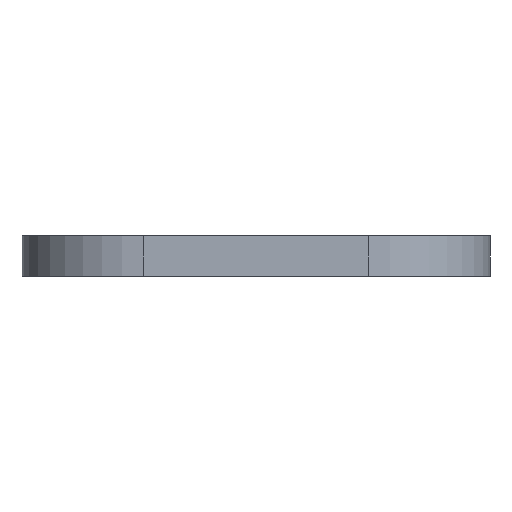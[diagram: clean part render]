
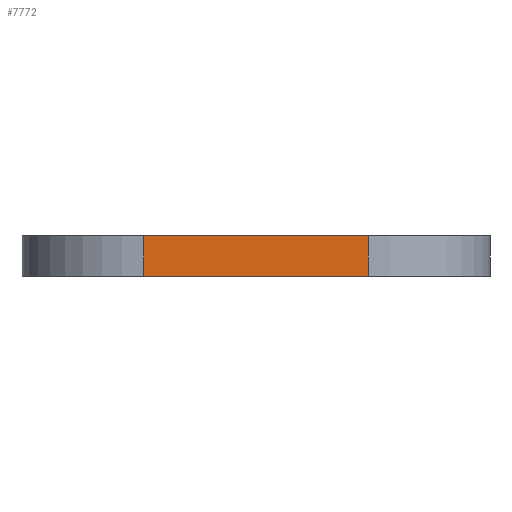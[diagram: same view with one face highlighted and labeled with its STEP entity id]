
A CAD part, left-side view. The second image highlights one B-rep face of the part: STEP entity #7772.
In plain terms, the highlighted planar face has unit normal (-1, 0, 0).
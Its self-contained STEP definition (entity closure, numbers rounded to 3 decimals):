
#933=FACE_OUTER_BOUND('',#1420,.T.);
#1420=EDGE_LOOP('',(#6241,#6242,#6243,#6244));
#1920=LINE('',#12370,#2631);
#2133=LINE('',#13068,#2844);
#2135=LINE('',#13076,#2846);
#2136=LINE('',#13078,#2847);
#2631=VECTOR('',#9605,10.);
#2844=VECTOR('',#10280,10.);
#2846=VECTOR('',#10290,10.);
#2847=VECTOR('',#10293,10.);
#3428=VERTEX_POINT('',#12367);
#3429=VERTEX_POINT('',#12369);
#3682=VERTEX_POINT('',#13065);
#3683=VERTEX_POINT('',#13067);
#4292=EDGE_CURVE('',#3428,#3429,#1920,.T.);
#4640=EDGE_CURVE('',#3683,#3682,#2133,.T.);
#4645=EDGE_CURVE('',#3683,#3428,#2135,.T.);
#4646=EDGE_CURVE('',#3429,#3682,#2136,.T.);
#6241=ORIENTED_EDGE('',*,*,#4640,.T.);
#6242=ORIENTED_EDGE('',*,*,#4646,.F.);
#6243=ORIENTED_EDGE('',*,*,#4292,.F.);
#6244=ORIENTED_EDGE('',*,*,#4645,.F.);
#7429=PLANE('',#8509);
#7772=ADVANCED_FACE('',(#933),#7429,.T.);
#8509=AXIS2_PLACEMENT_3D('',#13077,#10291,#10292);
#9605=DIRECTION('',(0.,-1.,0.));
#10280=DIRECTION('',(0.,-1.,0.));
#10290=DIRECTION('',(0.,0.,1.));
#10291=DIRECTION('center_axis',(-1.,0.,0.));
#10292=DIRECTION('ref_axis',(0.,-1.,0.));
#10293=DIRECTION('',(0.,0.,-1.));
#12367=CARTESIAN_POINT('',(-121.26,96.214,27.56));
#12369=CARTESIAN_POINT('',(-121.26,54.564,27.56));
#12370=CARTESIAN_POINT('',(-121.26,32.064,27.56));
#13065=CARTESIAN_POINT('',(-121.26,54.564,20.06));
#13067=CARTESIAN_POINT('',(-121.26,96.214,20.06));
#13068=CARTESIAN_POINT('',(-121.26,97.052,20.06));
#13076=CARTESIAN_POINT('',(-121.26,96.214,25.56));
#13077=CARTESIAN_POINT('Origin',(-121.26,118.714,25.56));
#13078=CARTESIAN_POINT('',(-121.26,54.564,25.56));
